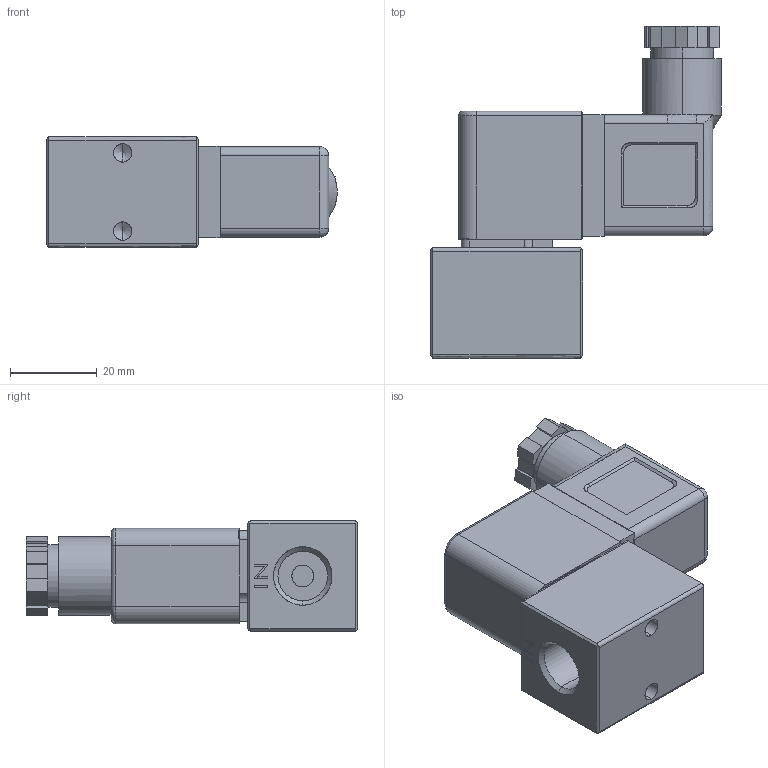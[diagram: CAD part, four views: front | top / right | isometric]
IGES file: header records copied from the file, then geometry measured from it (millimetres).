
Start section: SolidWorks IGES file using analytic representation for surfaces
Global section: file name: PU220AR-02.IGS; native system: SolidWorks 2012; preprocessor: SolidWorks 2012; author: Administrator; date: 150729.084022; units: millimetre
Bounding box: 66.95 x 76.44 x 25.4 mm (x, y, z)
Surface area: 16469.2 mm2 (no closed solid volume)
Topology: 0 solids, 0 shells, 542 faces, 5829 edges, 7207 vertices
Faces by surface type: revolution 352, bspline 190
